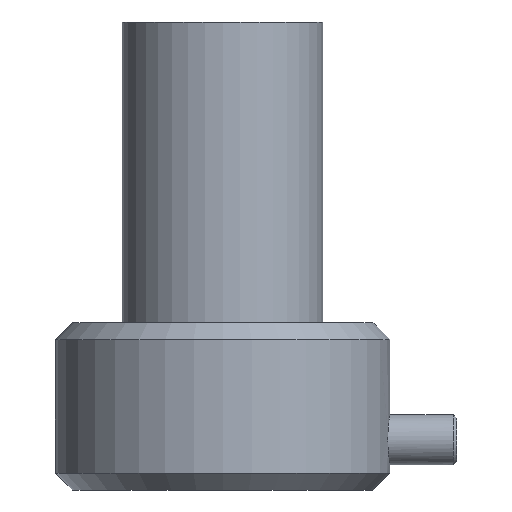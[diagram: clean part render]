
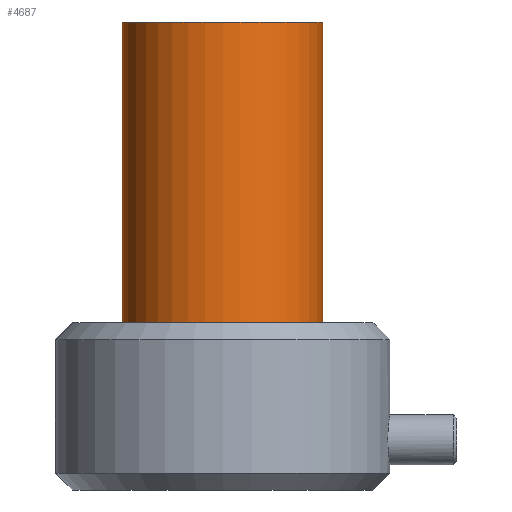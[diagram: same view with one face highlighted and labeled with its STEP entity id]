
A CAD part, front view. The second image highlights one B-rep face of the part: STEP entity #4687.
In plain terms, the highlighted cylindrical face has radius 3 mm (diameter 6 mm), a full revolution.
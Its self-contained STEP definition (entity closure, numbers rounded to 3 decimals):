
#48=CYLINDRICAL_SURFACE('',#4880,3.);
#54=CIRCLE('',#4871,3.);
#59=CIRCLE('',#4881,3.);
#423=FACE_OUTER_BOUND('',#703,.T.);
#703=EDGE_LOOP('',(#4158,#4159,#4160,#4161));
#1050=LINE('',#8887,#1400);
#1400=VECTOR('',#5410,3.);
#2168=VERTEX_POINT('',#8869);
#2173=VERTEX_POINT('',#8886);
#2837=EDGE_CURVE('',#2168,#2168,#54,.T.);
#2844=EDGE_CURVE('',#2168,#2173,#1050,.T.);
#2845=EDGE_CURVE('',#2173,#2173,#59,.T.);
#4158=ORIENTED_EDGE('',*,*,#2837,.T.);
#4159=ORIENTED_EDGE('',*,*,#2844,.T.);
#4160=ORIENTED_EDGE('',*,*,#2845,.F.);
#4161=ORIENTED_EDGE('',*,*,#2844,.F.);
#4687=ADVANCED_FACE('',(#423),#48,.T.);
#4871=AXIS2_PLACEMENT_3D('',#8870,#5388,#5389);
#4880=AXIS2_PLACEMENT_3D('',#8885,#5408,#5409);
#4881=AXIS2_PLACEMENT_3D('',#8888,#5411,#5412);
#5388=DIRECTION('center_axis',(0.,0.,-1.));
#5389=DIRECTION('ref_axis',(-1.,0.,0.));
#5408=DIRECTION('center_axis',(0.,0.,1.));
#5409=DIRECTION('ref_axis',(-1.,0.,0.));
#5410=DIRECTION('',(0.,0.,-1.));
#5411=DIRECTION('center_axis',(0.,0.,-1.));
#5412=DIRECTION('ref_axis',(-1.,0.,0.));
#8869=CARTESIAN_POINT('',(3.,0.,9.));
#8870=CARTESIAN_POINT('Origin',(0.,0.,9.));
#8885=CARTESIAN_POINT('Origin',(0.,0.,0.));
#8886=CARTESIAN_POINT('',(3.,0.,0.));
#8887=CARTESIAN_POINT('',(3.,0.,0.));
#8888=CARTESIAN_POINT('Origin',(0.,0.,0.));
